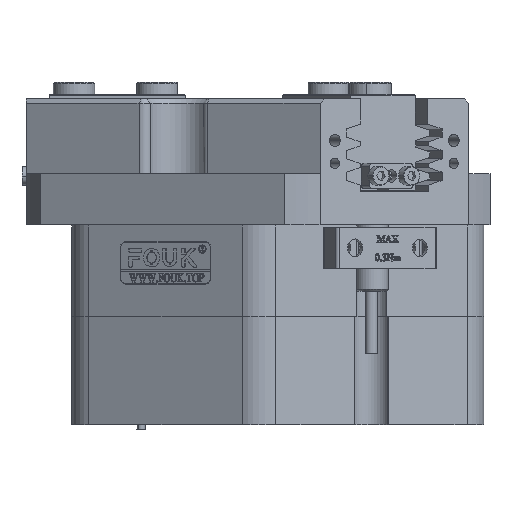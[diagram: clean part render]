
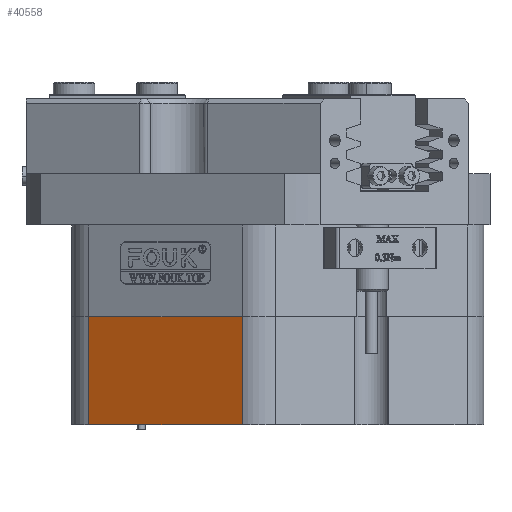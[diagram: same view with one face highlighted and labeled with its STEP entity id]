
A CAD part, front view. The second image highlights one B-rep face of the part: STEP entity #40558.
In plain terms, the highlighted face is planar.
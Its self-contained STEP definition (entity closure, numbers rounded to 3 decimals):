
#106 = VECTOR ( 'NONE', #5659, 1000. ) ;
#193 = LINE ( 'NONE', #47510, #10724 ) ;
#4695 = CARTESIAN_POINT ( 'NONE',  ( -33.486, 44., 26. ) ) ;
#5659 = DIRECTION ( 'NONE',  ( 0., 0., 1. ) ) ;
#7354 = CARTESIAN_POINT ( 'NONE',  ( -54.848, 7., 26. ) ) ;
#7750 = EDGE_CURVE ( 'NONE', #53762, #28869, #193, .T. ) ;
#8331 = DIRECTION ( 'NONE',  ( 0.866, -0.5, 0. ) ) ;
#8709 = VERTEX_POINT ( 'NONE', #4695 ) ;
#9955 = LINE ( 'NONE', #32498, #106 ) ;
#10724 = VECTOR ( 'NONE', #47887, 1000. ) ;
#10990 = DIRECTION ( 'NONE',  ( -0.5, -0.866, 0. ) ) ;
#12134 = EDGE_CURVE ( 'NONE', #8709, #15425, #34856, .T. ) ;
#12467 = DIRECTION ( 'NONE',  ( 0.5, 0.866, 0. ) ) ;
#13465 = LINE ( 'NONE', #35881, #53930 ) ;
#15282 = CARTESIAN_POINT ( 'NONE',  ( -29.445, 51., 26. ) ) ;
#15425 = VERTEX_POINT ( 'NONE', #7354 ) ;
#16426 = ORIENTED_EDGE ( 'NONE', *, *, #12134, .F. ) ;
#18839 = DIRECTION ( 'NONE',  ( 0., 0., -1. ) ) ;
#20695 = ORIENTED_EDGE ( 'NONE', *, *, #7750, .T. ) ;
#23344 = ORIENTED_EDGE ( 'NONE', *, *, #56303, .T. ) ;
#25310 = CARTESIAN_POINT ( 'NONE',  ( -54.848, 7., 0. ) ) ;
#28869 = VERTEX_POINT ( 'NONE', #25310 ) ;
#30809 = AXIS2_PLACEMENT_3D ( 'NONE', #43768, #8331, #12467 ) ;
#32043 = VECTOR ( 'NONE', #10990, 1000. ) ;
#32498 = CARTESIAN_POINT ( 'NONE',  ( -54.848, 7., 26. ) ) ;
#33025 = CARTESIAN_POINT ( 'NONE',  ( -33.486, 44., 0. ) ) ;
#33306 = FACE_OUTER_BOUND ( 'NONE', #45076, .T. ) ;
#34856 = LINE ( 'NONE', #15282, #32043 ) ;
#35881 = CARTESIAN_POINT ( 'NONE',  ( -33.486, 44., 0. ) ) ;
#40558 = ADVANCED_FACE ( 'NONE', ( #33306 ), #57533, .F. ) ;
#43768 = CARTESIAN_POINT ( 'NONE',  ( -29.445, 51., 26. ) ) ;
#45076 = EDGE_LOOP ( 'NONE', ( #16426, #23344, #20695, #47234 ) ) ;
#47234 = ORIENTED_EDGE ( 'NONE', *, *, #55123, .T. ) ;
#47510 = CARTESIAN_POINT ( 'NONE',  ( -29.445, 51., 0. ) ) ;
#47887 = DIRECTION ( 'NONE',  ( -0.5, -0.866, 0. ) ) ;
#53762 = VERTEX_POINT ( 'NONE', #33025 ) ;
#53930 = VECTOR ( 'NONE', #18839, 1000. ) ;
#55123 = EDGE_CURVE ( 'NONE', #28869, #15425, #9955, .T. ) ;
#56303 = EDGE_CURVE ( 'NONE', #8709, #53762, #13465, .T. ) ;
#57533 = PLANE ( 'NONE',  #30809 ) ;
